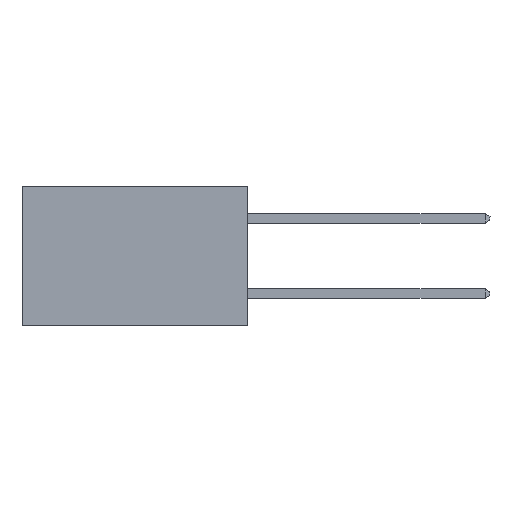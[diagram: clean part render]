
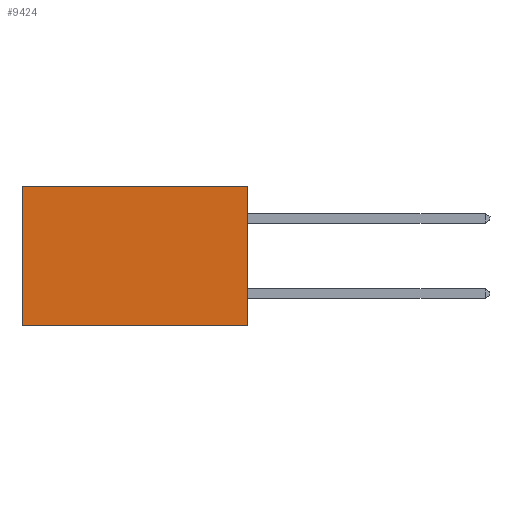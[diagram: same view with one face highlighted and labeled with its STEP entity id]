
A CAD part, left-side view. The second image highlights one B-rep face of the part: STEP entity #9424.
In plain terms, the highlighted planar face has unit normal (-1, 0, 0).
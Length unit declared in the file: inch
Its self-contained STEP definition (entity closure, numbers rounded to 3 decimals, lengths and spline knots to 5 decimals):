
#67 = VECTOR ( 'NONE', #7409, 39.37008 ) ;
#167 = LINE ( 'NONE', #7236, #4160 ) ;
#929 = CARTESIAN_POINT ( 'NONE',  ( 0.2615, 0.6, 0. ) ) ;
#1378 = PLANE ( 'NONE',  #3137 ) ;
#1497 = FACE_OUTER_BOUND ( 'NONE', #4974, .T. ) ;
#2117 = VERTEX_POINT ( 'NONE', #5795 ) ;
#2945 = ORIENTED_EDGE ( 'NONE', *, *, #8923, .F. ) ;
#3137 = AXIS2_PLACEMENT_3D ( 'NONE', #10271, #3925, #8507 ) ;
#3248 = VERTEX_POINT ( 'NONE', #7768 ) ;
#3398 = EDGE_CURVE ( 'NONE', #10571, #2117, #7169, .T. ) ;
#3925 = DIRECTION ( 'NONE',  ( 1., 0., 0. ) ) ;
#4160 = VECTOR ( 'NONE', #10718, 39.37008 ) ;
#4711 = CARTESIAN_POINT ( 'NONE',  ( 0.2615, 0., 0. ) ) ;
#4741 = DIRECTION ( 'NONE',  ( 0., 0., -1. ) ) ;
#4877 = ORIENTED_EDGE ( 'NONE', *, *, #5144, .F. ) ;
#4974 = EDGE_LOOP ( 'NONE', ( #8441, #4877, #2945, #5317 ) ) ;
#5134 = CARTESIAN_POINT ( 'NONE',  ( 0.2615, 0., -0.37 ) ) ;
#5144 = EDGE_CURVE ( 'NONE', #3248, #2117, #167, .T. ) ;
#5211 = EDGE_CURVE ( 'NONE', #6659, #10571, #5757, .T. ) ;
#5317 = ORIENTED_EDGE ( 'NONE', *, *, #5211, .T. ) ;
#5574 = VECTOR ( 'NONE', #9426, 39.37008 ) ;
#5757 = LINE ( 'NONE', #6494, #67 ) ;
#5795 = CARTESIAN_POINT ( 'NONE',  ( 0.2615, 0.6, -0.37 ) ) ;
#6494 = CARTESIAN_POINT ( 'NONE',  ( 0.2615, 0., 0. ) ) ;
#6659 = VERTEX_POINT ( 'NONE', #4711 ) ;
#7169 = LINE ( 'NONE', #8883, #7965 ) ;
#7236 = CARTESIAN_POINT ( 'NONE',  ( 0.2615, 0., -0.37 ) ) ;
#7409 = DIRECTION ( 'NONE',  ( 0., 1., 0. ) ) ;
#7705 = LINE ( 'NONE', #5134, #5574 ) ;
#7768 = CARTESIAN_POINT ( 'NONE',  ( 0.2615, 0., -0.37 ) ) ;
#7965 = VECTOR ( 'NONE', #4741, 39.37008 ) ;
#8441 = ORIENTED_EDGE ( 'NONE', *, *, #3398, .T. ) ;
#8507 = DIRECTION ( 'NONE',  ( 0., 0., -1. ) ) ;
#8883 = CARTESIAN_POINT ( 'NONE',  ( 0.2615, 0.6, -0.37 ) ) ;
#8923 = EDGE_CURVE ( 'NONE', #6659, #3248, #7705, .T. ) ;
#9424 = ADVANCED_FACE ( 'NONE', ( #1497 ), #1378, .F. ) ;
#9426 = DIRECTION ( 'NONE',  ( 0., 0., -1. ) ) ;
#10271 = CARTESIAN_POINT ( 'NONE',  ( 0.2615, 0., -0.37 ) ) ;
#10571 = VERTEX_POINT ( 'NONE', #929 ) ;
#10718 = DIRECTION ( 'NONE',  ( 0., 1., 0. ) ) ;
